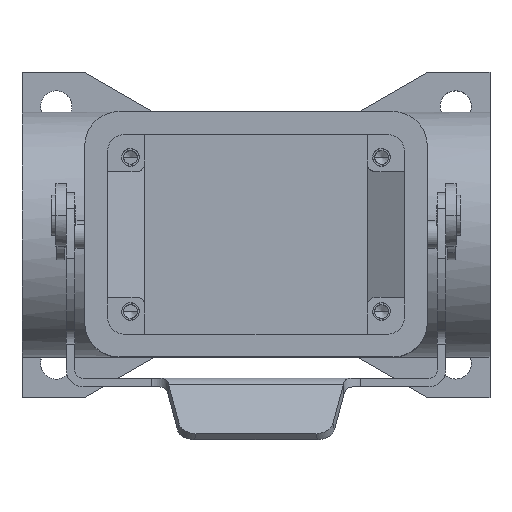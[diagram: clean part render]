
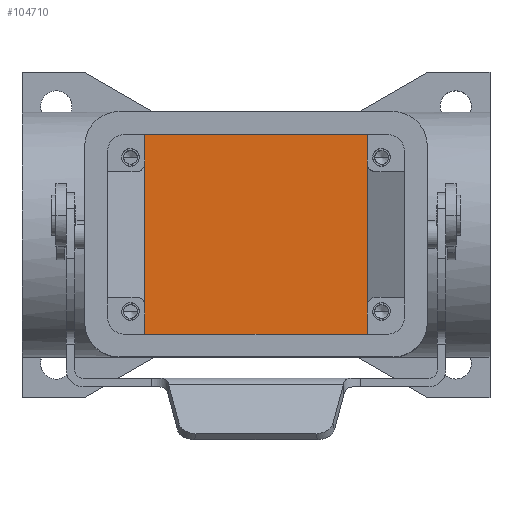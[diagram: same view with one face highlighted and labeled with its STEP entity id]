
A CAD part, top view. The second image highlights one B-rep face of the part: STEP entity #104710.
In plain terms, the highlighted planar face has unit normal (0, 0, 1).
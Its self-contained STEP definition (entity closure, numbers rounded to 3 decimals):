
#63390=CARTESIAN_POINT('',(16.051,12.315,-40.));
#63400=DIRECTION('',(0.,0.,1.));
#63410=DIRECTION('',(1.,0.,0.));
#63420=AXIS2_PLACEMENT_3D('',#63390,#63400,#63410);
#63430=PLANE('',#63420);
#63440=CARTESIAN_POINT('',(-19.5,-79.64,17.));
#63450=CARTESIAN_POINT('',(-19.5,-79.64,-2.));
#63460=CARTESIAN_POINT('',(-19.5,-79.64,-21.));
#63470=CARTESIAN_POINT('',(-19.5,-79.64,-60.297));
#63480=CARTESIAN_POINT('',(-19.5,-79.64,-80.594));
#63490=CARTESIAN_POINT('',(-19.5,-79.64,-100.89));
#63500=CARTESIAN_POINT('',(-19.5,-59.344,17.));
#63510=CARTESIAN_POINT('',(-19.5,-59.344,-2.));
#63520=CARTESIAN_POINT('',(-19.5,-59.344,-21.));
#63530=CARTESIAN_POINT('',(-19.5,-59.344,-60.297));
#63540=CARTESIAN_POINT('',(-19.5,-59.344,-80.594));
#63550=CARTESIAN_POINT('',(-19.5,-59.344,-100.89));
#63560=CARTESIAN_POINT('',(-19.5,-39.047,17.));
#63570=CARTESIAN_POINT('',(-19.5,-39.047,-2.));
#63580=CARTESIAN_POINT('',(-19.5,-39.047,-21.));
#63590=CARTESIAN_POINT('',(-19.5,-39.047,-60.297));
#63600=CARTESIAN_POINT('',(-19.5,-39.047,-80.594));
#63610=CARTESIAN_POINT('',(-19.5,-39.047,-100.89));
#63620=CARTESIAN_POINT('',(-19.5,-6.25,17.));
#63630=CARTESIAN_POINT('',(-19.5,-6.25,-2.));
#63640=CARTESIAN_POINT('',(-19.5,-6.25,-21.));
#63650=CARTESIAN_POINT('',(-19.5,-6.25,-60.297));
#63660=CARTESIAN_POINT('',(-19.5,-6.25,-80.594));
#63670=CARTESIAN_POINT('',(-19.5,-6.25,-100.89));
#63680=CARTESIAN_POINT('',(-19.5,6.25,17.));
#63690=CARTESIAN_POINT('',(-19.5,6.25,-2.));
#63700=CARTESIAN_POINT('',(-19.5,6.25,-21.));
#63710=CARTESIAN_POINT('',(-19.5,6.25,-60.297));
#63720=CARTESIAN_POINT('',(-19.5,6.25,-80.594));
#63730=CARTESIAN_POINT('',(-19.5,6.25,-100.89));
#63740=CARTESIAN_POINT('',(-19.5,39.047,17.));
#63750=CARTESIAN_POINT('',(-19.5,39.047,-2.));
#63760=CARTESIAN_POINT('',(-19.5,39.047,-21.));
#63770=CARTESIAN_POINT('',(-19.5,39.047,
-60.297));
#63780=CARTESIAN_POINT('',(-19.5,39.047,-80.594));
#63790=CARTESIAN_POINT('',(-19.5,39.047,-100.89));
#63800=CARTESIAN_POINT('',(-19.5,59.344,17.));
#63810=CARTESIAN_POINT('',(-19.5,59.344,-2.));
#63820=CARTESIAN_POINT('',(-19.5,59.344,-21.));
#63830=CARTESIAN_POINT('',(-19.5,59.344,
-60.297));
#63840=CARTESIAN_POINT('',(-19.5,59.344,-80.594));
#63850=CARTESIAN_POINT('',(-19.5,59.344,-100.89));
#63860=CARTESIAN_POINT('',(-19.5,79.64,17.));
#63870=CARTESIAN_POINT('',(-19.5,79.64,-2.));
#63880=CARTESIAN_POINT('',(-19.5,79.64,-21.));
#63890=CARTESIAN_POINT('',(-19.5,79.64,
-60.297));
#63900=CARTESIAN_POINT('',(-19.5,79.64,-80.594));
#63910=CARTESIAN_POINT('',(-19.5,79.64,-100.89));
#63920=B_SPLINE_SURFACE_WITH_KNOTS('',3,3,((#63440,#63500,#63560,#63620,
#63680,#63740,#63800,#63860),(#63450,#63510,#63570,#63630,#63690,#63750,
#63810,#63870),(#63460,#63520,#63580,#63640,#63700,#63760,#63820,#63880)
,(#63470,#63530,#63590,#63650,#63710,#63770,#63830,#63890),(#63480,
#63540,#63600,#63660,#63720,#63780,#63840,#63900),(#63490,#63550,#63610,
#63670,#63730,#63790,#63850,#63910)),.UNSPECIFIED.,.F.,.F.,.F.,(4,2,4),(
4,2,2,4),(0.,57.,117.89),(-60.89,0.,37.5,
98.39),.UNSPECIFIED.);
#63930=CARTESIAN_POINT('',(-19.5,-10.521,-40.));
#63940=CARTESIAN_POINT('',(-19.5,-9.644,-40.));
#63950=CARTESIAN_POINT('',(-19.5,-8.767,-40.));
#63960=CARTESIAN_POINT('',(-19.5,-7.891,-40.));
#63970=CARTESIAN_POINT('',(-19.5,-7.014,-40.));
#63980=CARTESIAN_POINT('',(-19.5,-6.137,-40.));
#63990=CARTESIAN_POINT('',(-19.5,-5.26,-40.));
#64000=CARTESIAN_POINT('',(-19.5,-3.507,-40.));
#64010=CARTESIAN_POINT('',(-19.5,-1.753,-40.));
#64020=CARTESIAN_POINT('',(-19.5,0.,-40.));
#64030=CARTESIAN_POINT('',(-19.5,1.753,-40.));
#64040=CARTESIAN_POINT('',(-19.5,3.507,-40.));
#64050=CARTESIAN_POINT('',(-19.5,5.26,-40.));
#64060=CARTESIAN_POINT('',(-19.5,7.014,-40.));
#64070=CARTESIAN_POINT('',(-19.5,8.767,-40.));
#64080=CARTESIAN_POINT('',(-19.5,10.521,-40.));
#64090=B_SPLINE_CURVE_WITH_KNOTS('',3,(#63930,#63940,#63950,#63960,
#63970,#63980,#63990,#64000,#64010,#64020,#64030,#64040,#64050,#64060,
#64070,#64080),.UNSPECIFIED.,.F.,.F.,(4,3,3,3,3,4),(0.,2.63,
5.26,10.521,15.781,21.042),
.UNSPECIFIED.);
#64100=SURFACE_CURVE('',#64090,(#63430,#63920),.CURVE_3D.);
#64110=CARTESIAN_POINT('',(-19.5,-10.521,-40.));
#64120=VERTEX_POINT('',#64110);
#64130=CARTESIAN_POINT('',(-19.5,10.521,-40.));
#64140=VERTEX_POINT('',#64130);
#64150=EDGE_CURVE('',#64120,#64140,#64100,.T.);
#64170=CARTESIAN_POINT('',(-19.5,-18.75,-40.));
#64180=CARTESIAN_POINT('',(-19.5,-6.25,-40.));
#64190=CARTESIAN_POINT('',(-19.5,6.25,-40.));
#64200=CARTESIAN_POINT('',(-19.5,18.75,-40.));
#64210=B_SPLINE_CURVE_WITH_KNOTS('',3,(#64170,#64180,#64190,#64200),
.UNSPECIFIED.,.F.,.F.,(4,4),(0.,37.5),.UNSPECIFIED.);
#64220=CARTESIAN_POINT('',(-19.5,-17.75,-40.));
#64230=VERTEX_POINT('',#64220);
#64240=EDGE_CURVE('',#64230,#64120,#64210,.T.);
#65230=CARTESIAN_POINT('',(-19.5,17.75,-40.));
#65240=VERTEX_POINT('',#65230);
#65270=EDGE_CURVE('',#64140,#65240,#64210,.T.);
#68460=CARTESIAN_POINT('',(19.5,17.75,-40.));
#68470=VERTEX_POINT('',#68460);
#69020=CARTESIAN_POINT('',(19.5,-17.75,-40.));
#69030=VERTEX_POINT('',#69020);
#69060=CARTESIAN_POINT('',(19.5,18.75,-40.));
#69070=CARTESIAN_POINT('',(19.5,6.25,-40.));
#69080=CARTESIAN_POINT('',(19.5,-6.25,-40.));
#69090=CARTESIAN_POINT('',(19.5,-18.75,-40.));
#69100=B_SPLINE_CURVE_WITH_KNOTS('',3,(#69060,#69070,#69080,#69090),
.UNSPECIFIED.,.F.,.F.,(4,4),(0.,37.5),.UNSPECIFIED.);
#69110=EDGE_CURVE('',#68470,#69030,#69100,.T.);
#79250=CARTESIAN_POINT('',(19.5,17.75,-40.));
#79260=DIRECTION('',(-1.,0.,0.));
#79270=VECTOR('',#79260,1.);
#79280=LINE('',#79250,#79270);
#79290=EDGE_CURVE('',#68470,#65240,#79280,.T.);
#103560=CARTESIAN_POINT('',(-19.5,-17.75,-40.));
#103570=DIRECTION('',(1.,0.,0.));
#103580=VECTOR('',#103570,1.);
#103590=LINE('',#103560,#103580);
#103600=EDGE_CURVE('',#64230,#69030,#103590,.T.);
#104630=ORIENTED_EDGE('',*,*,#103600,.T.);
#104640=ORIENTED_EDGE('',*,*,#64240,.F.);
#104650=ORIENTED_EDGE('',*,*,#64150,.F.);
#104660=ORIENTED_EDGE('',*,*,#65270,.F.);
#104670=ORIENTED_EDGE('',*,*,#79290,.T.);
#104680=ORIENTED_EDGE('',*,*,#69110,.F.);
#104690=EDGE_LOOP('',(#104680,#104670,#104660,#104650,#104640,#104630));
#104700=FACE_OUTER_BOUND('',#104690,.T.);
#104710=ADVANCED_FACE('',(#104700),#63430,.T.);
